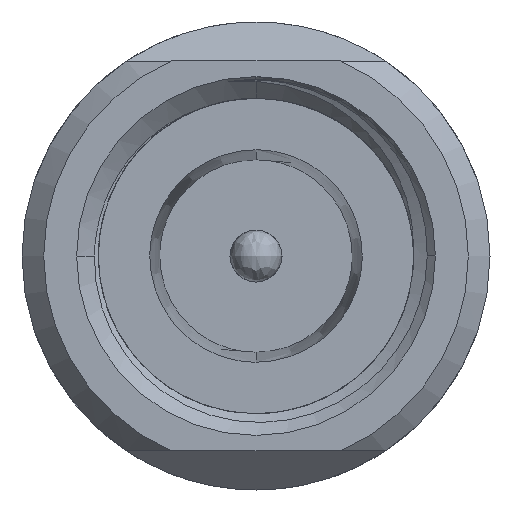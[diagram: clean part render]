
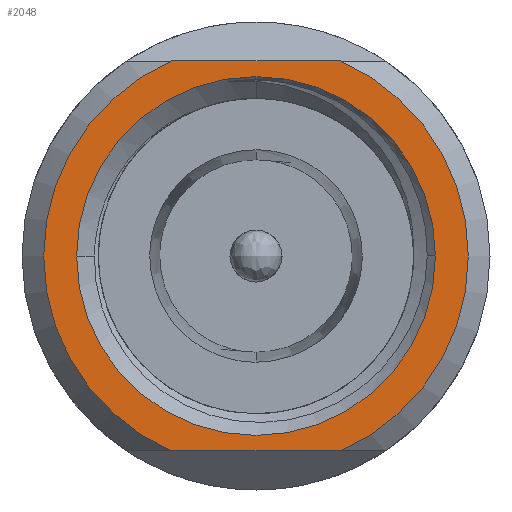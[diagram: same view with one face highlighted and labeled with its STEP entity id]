
A CAD part, left-side view. The second image highlights one B-rep face of the part: STEP entity #2048.
In plain terms, the highlighted planar face has unit normal (-1, 0, 0).
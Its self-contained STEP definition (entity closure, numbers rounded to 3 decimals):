
#6 = CARTESIAN_POINT ( 'NONE',  ( -28.103, -1.939, -4.5 ) ) ;
#98 = LINE ( 'NONE', #1866, #3536 ) ;
#127 = CIRCLE ( 'NONE', #3019, 4.14 ) ;
#174 = VERTEX_POINT ( 'NONE', #719 ) ;
#285 = ORIENTED_EDGE ( 'NONE', *, *, #3675, .F. ) ;
#401 = CARTESIAN_POINT ( 'NONE',  ( -28.103, 0., 0. ) ) ;
#414 = DIRECTION ( 'NONE',  ( 1., 0., 0. ) ) ;
#553 = CARTESIAN_POINT ( 'NONE',  ( -28.103, 0., 0. ) ) ;
#665 = VERTEX_POINT ( 'NONE', #2373 ) ;
#719 = CARTESIAN_POINT ( 'NONE',  ( -28.103, 1.939, 4.5 ) ) ;
#845 = EDGE_LOOP ( 'NONE', ( #2252, #1346, #285 ) ) ;
#862 = LINE ( 'NONE', #2556, #3725 ) ;
#1011 = CARTESIAN_POINT ( 'NONE',  ( -28.103, 1.939, -4.5 ) ) ;
#1143 = VERTEX_POINT ( 'NONE', #6 ) ;
#1227 = DIRECTION ( 'NONE',  ( 0., 0., -1. ) ) ;
#1230 = CIRCLE ( 'NONE', #3278, 4.14 ) ;
#1256 = AXIS2_PLACEMENT_3D ( 'NONE', #2265, #3882, #3239 ) ;
#1318 = EDGE_CURVE ( 'NONE', #4021, #1143, #98, .T. ) ;
#1339 = DIRECTION ( 'NONE',  ( 0., 0., -1. ) ) ;
#1342 = ORIENTED_EDGE ( 'NONE', *, *, #1318, .T. ) ;
#1346 = ORIENTED_EDGE ( 'NONE', *, *, #1459, .F. ) ;
#1407 = VERTEX_POINT ( 'NONE', #3820 ) ;
#1459 = EDGE_CURVE ( 'NONE', #665, #1663, #1230, .T. ) ;
#1545 = CIRCLE ( 'NONE', #4100, 4.9 ) ;
#1663 = VERTEX_POINT ( 'NONE', #1745 ) ;
#1688 = CIRCLE ( 'NONE', #3099, 4.9 ) ;
#1745 = CARTESIAN_POINT ( 'NONE',  ( -28.103, -4.14, 0. ) ) ;
#1785 = AXIS2_PLACEMENT_3D ( 'NONE', #3907, #3556, #1227 ) ;
#1792 = ORIENTED_EDGE ( 'NONE', *, *, #3972, .F. ) ;
#1853 = DIRECTION ( 'NONE',  ( 0., 0., 1. ) ) ;
#1866 = CARTESIAN_POINT ( 'NONE',  ( -28.103, -4.297, -4.5 ) ) ;
#1937 = VERTEX_POINT ( 'NONE', #3026 ) ;
#1944 = DIRECTION ( 'NONE',  ( 0., -1., 0. ) ) ;
#1953 = ORIENTED_EDGE ( 'NONE', *, *, #3751, .F. ) ;
#2048 = ADVANCED_FACE ( 'NONE', ( #3215, #2065 ), #4219, .F. ) ;
#2065 = FACE_OUTER_BOUND ( 'NONE', #3192, .T. ) ;
#2252 = ORIENTED_EDGE ( 'NONE', *, *, #2735, .F. ) ;
#2265 = CARTESIAN_POINT ( 'NONE',  ( -28.103, 0., 0. ) ) ;
#2373 = CARTESIAN_POINT ( 'NONE',  ( -28.103, 4.14, 0. ) ) ;
#2426 = CIRCLE ( 'NONE', #1256, 4.14 ) ;
#2537 = DIRECTION ( 'NONE',  ( 0., 0., 1. ) ) ;
#2556 = CARTESIAN_POINT ( 'NONE',  ( -28.103, 0., 4.5 ) ) ;
#2735 = EDGE_CURVE ( 'NONE', #1663, #1937, #2426, .T. ) ;
#2964 = EDGE_CURVE ( 'NONE', #1407, #1143, #1545, .T. ) ;
#3019 = AXIS2_PLACEMENT_3D ( 'NONE', #553, #3519, #1853 ) ;
#3026 = CARTESIAN_POINT ( 'NONE',  ( -28.103, 0., 4.14 ) ) ;
#3099 = AXIS2_PLACEMENT_3D ( 'NONE', #3642, #3982, #1339 ) ;
#3121 = ORIENTED_EDGE ( 'NONE', *, *, #2964, .F. ) ;
#3192 = EDGE_LOOP ( 'NONE', ( #1342, #3121, #1953, #1792 ) ) ;
#3215 = FACE_BOUND ( 'NONE', #845, .T. ) ;
#3219 = DIRECTION ( 'NONE',  ( -1., 0., 0. ) ) ;
#3239 = DIRECTION ( 'NONE',  ( 0., 0., 1. ) ) ;
#3250 = CARTESIAN_POINT ( 'NONE',  ( -28.103, 0., 0. ) ) ;
#3278 = AXIS2_PLACEMENT_3D ( 'NONE', #3250, #3219, #2537 ) ;
#3519 = DIRECTION ( 'NONE',  ( -1., 0., 0. ) ) ;
#3536 = VECTOR ( 'NONE', #3580, 1000. ) ;
#3556 = DIRECTION ( 'NONE',  ( 1., 0., 0. ) ) ;
#3580 = DIRECTION ( 'NONE',  ( 0., -1., 0. ) ) ;
#3642 = CARTESIAN_POINT ( 'NONE',  ( -28.103, 0., 0. ) ) ;
#3675 = EDGE_CURVE ( 'NONE', #1937, #665, #127, .T. ) ;
#3696 = DIRECTION ( 'NONE',  ( 0., 0., -1. ) ) ;
#3725 = VECTOR ( 'NONE', #1944, 1000. ) ;
#3751 = EDGE_CURVE ( 'NONE', #174, #1407, #862, .T. ) ;
#3820 = CARTESIAN_POINT ( 'NONE',  ( -28.103, -1.939, 4.5 ) ) ;
#3882 = DIRECTION ( 'NONE',  ( -1., 0., 0. ) ) ;
#3907 = CARTESIAN_POINT ( 'NONE',  ( -28.103, 0., 0. ) ) ;
#3972 = EDGE_CURVE ( 'NONE', #4021, #174, #1688, .T. ) ;
#3982 = DIRECTION ( 'NONE',  ( 1., 0., 0. ) ) ;
#4021 = VERTEX_POINT ( 'NONE', #1011 ) ;
#4100 = AXIS2_PLACEMENT_3D ( 'NONE', #401, #414, #3696 ) ;
#4219 = PLANE ( 'NONE',  #1785 ) ;
